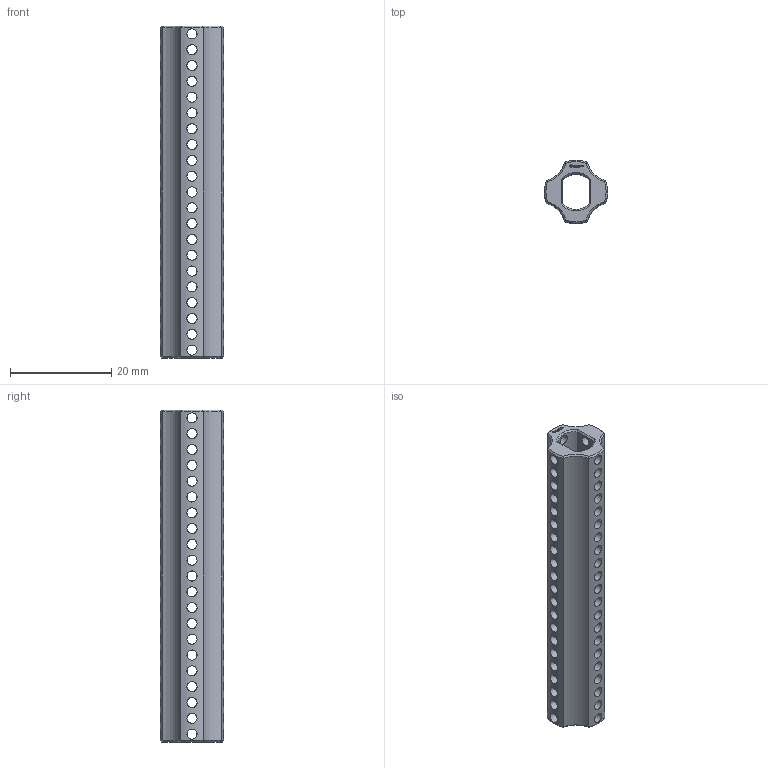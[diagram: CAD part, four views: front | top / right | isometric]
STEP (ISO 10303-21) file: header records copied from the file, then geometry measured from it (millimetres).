
FILE_DESCRIPTION(('FreeCAD Model'),'2;1');
FILE_NAME('Open CASCADE Shape Model','2024-06-16T00:05:47',(''),(''), 'Open CASCADE STEP processor 7.6','FreeCAD','Unknown');
FILE_SCHEMA(('AUTOMOTIVE_DESIGN { 1 0 10303 214 1 1 1 1 }'));
Length unit declared in the file: millimetre
Products named in the file (1): Power-Transmission Hub PLN IDX FXD BU05.25 - SPN-PTH-0021 
(stemfie.org)
Bounding box: 12.5 x 12.5 x 65.62 mm (x, y, z)
Volume: 3914 mm3; surface area: 5264.9 mm2
Topology: 1 solids, 1 shells, 565 faces, 1614 edges, 1082 vertices
Faces by surface type: plane 319, extrusion 132, cylinder 94, cone 20
Full cylindrical faces by diameter (mm): 2 x84
Entity records: 24605 total; most frequent: CARTESIAN_POINT 10211, ORIENTED_EDGE 3228, DIRECTION 2288, EDGE_CURVE 1614, VECTOR 1208, VERTEX_POINT 1082, LINE 1076, FACE_BOUND 766
